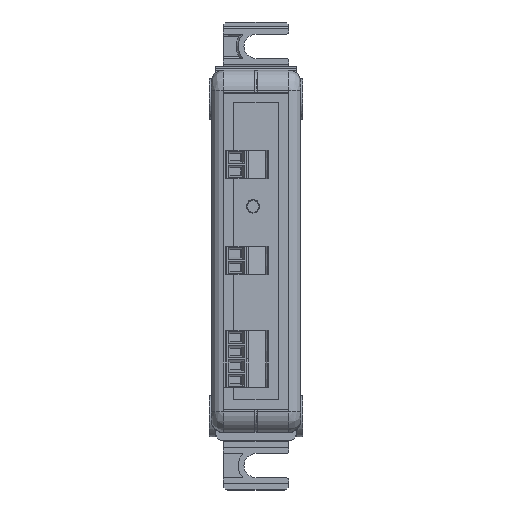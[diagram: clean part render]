
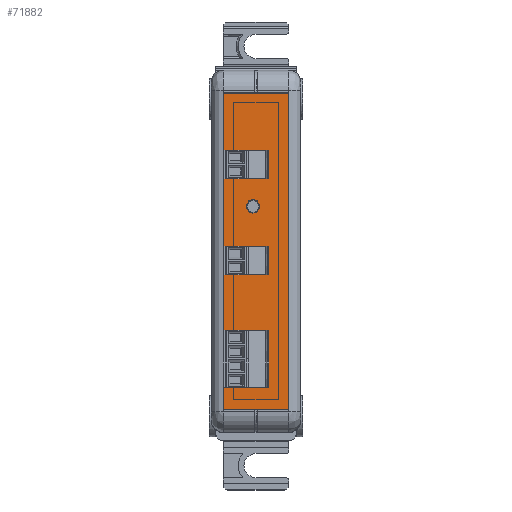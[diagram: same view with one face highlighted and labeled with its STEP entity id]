
A CAD part, top view. The second image highlights one B-rep face of the part: STEP entity #71882.
In plain terms, the highlighted planar face has unit normal (0, 0, 1).
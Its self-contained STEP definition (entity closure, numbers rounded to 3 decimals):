
#912 = CARTESIAN_POINT ( 'NONE',  ( 8.061, -37.805, 92.8 ) ) ;
#3584 = VECTOR ( 'NONE', #14389, 1000. ) ;
#3734 = VERTEX_POINT ( 'NONE', #44356 ) ;
#4261 = DIRECTION ( 'NONE',  ( 1., 0., 0. ) ) ;
#5319 = EDGE_CURVE ( 'NONE', #64152, #3734, #49844, .T. ) ;
#9521 = CARTESIAN_POINT ( 'NONE',  ( -8.061, 39.805, 92.8 ) ) ;
#14344 = DIRECTION ( 'NONE',  ( 1., 0., 0. ) ) ;
#14389 = DIRECTION ( 'NONE',  ( 0., 1., 0. ) ) ;
#21669 = AXIS2_PLACEMENT_3D ( 'NONE', #67636, #55181, #14344 ) ;
#24165 = LINE ( 'NONE', #912, #3584 ) ;
#24236 = VECTOR ( 'NONE', #27091, 1000. ) ;
#26485 = DIRECTION ( 'NONE',  ( -1., 0., 0. ) ) ;
#27091 = DIRECTION ( 'NONE',  ( 0., -1., 0. ) ) ;
#33617 = CARTESIAN_POINT ( 'NONE',  ( -8.061, 39.805, 92.8 ) ) ;
#35853 = ORIENTED_EDGE ( 'NONE', *, *, #37252, .T. ) ;
#36093 = PLANE ( 'NONE',  #21669 ) ;
#36191 = VECTOR ( 'NONE', #4261, 1000. ) ;
#37252 = EDGE_CURVE ( 'NONE', #75861, #64152, #58052, .T. ) ;
#40116 = ORIENTED_EDGE ( 'NONE', *, *, #43294, .T. ) ;
#41021 = EDGE_LOOP ( 'NONE', ( #40116, #80327, #35853, #75016 ) ) ;
#43294 = EDGE_CURVE ( 'NONE', #3734, #96589, #59587, .T. ) ;
#43848 = FACE_OUTER_BOUND ( 'NONE', #41021, .T. ) ;
#44356 = CARTESIAN_POINT ( 'NONE',  ( -8.061, -37.805, 92.8 ) ) ;
#45090 = VECTOR ( 'NONE', #26485, 1000. ) ;
#49844 = LINE ( 'NONE', #9521, #24236 ) ;
#50288 = CARTESIAN_POINT ( 'NONE',  ( -8.061, -37.805, 92.8 ) ) ;
#55181 = DIRECTION ( 'NONE',  ( 0., 0., 1. ) ) ;
#57539 = CARTESIAN_POINT ( 'NONE',  ( 8.061, 39.805, 92.8 ) ) ;
#58052 = LINE ( 'NONE', #57539, #45090 ) ;
#59587 = LINE ( 'NONE', #50288, #36191 ) ;
#63111 = CARTESIAN_POINT ( 'NONE',  ( 8.061, 39.805, 92.8 ) ) ;
#64152 = VERTEX_POINT ( 'NONE', #33617 ) ;
#67636 = CARTESIAN_POINT ( 'NONE',  ( -11., -295.125, 92.8 ) ) ;
#71882 = ADVANCED_FACE ( 'NONE', ( #43848 ), #36093, .T. ) ;
#75016 = ORIENTED_EDGE ( 'NONE', *, *, #5319, .T. ) ;
#75861 = VERTEX_POINT ( 'NONE', #63111 ) ;
#76300 = EDGE_CURVE ( 'NONE', #96589, #75861, #24165, .T. ) ;
#80327 = ORIENTED_EDGE ( 'NONE', *, *, #76300, .T. ) ;
#81059 = CARTESIAN_POINT ( 'NONE',  ( 8.061, -37.805, 92.8 ) ) ;
#96589 = VERTEX_POINT ( 'NONE', #81059 ) ;
